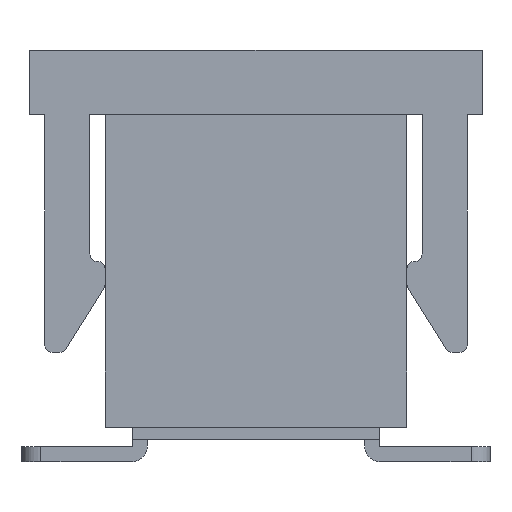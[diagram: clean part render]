
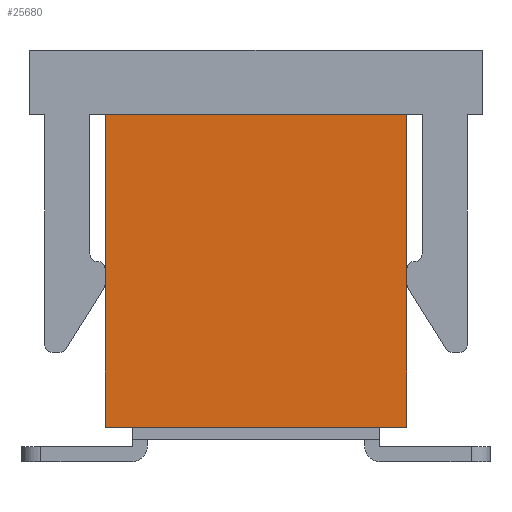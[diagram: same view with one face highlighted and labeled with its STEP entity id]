
A CAD part, front view. The second image highlights one B-rep face of the part: STEP entity #25680.
In plain terms, the highlighted face is planar.
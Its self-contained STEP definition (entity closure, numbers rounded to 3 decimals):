
#3338=LINE('',#43710,#6140);
#3342=LINE('',#43719,#6144);
#3348=LINE('',#43731,#6150);
#3349=LINE('',#43732,#6151);
#6140=VECTOR('',#34922,1000.);
#6144=VECTOR('',#34928,1000.);
#6150=VECTOR('',#34938,1000.);
#6151=VECTOR('',#34939,1000.);
#13301=ORIENTED_EDGE('',*,*,#17342,.F.);
#13302=ORIENTED_EDGE('',*,*,#17352,.F.);
#13303=ORIENTED_EDGE('',*,*,#17346,.T.);
#13304=ORIENTED_EDGE('',*,*,#17353,.T.);
#17342=EDGE_CURVE('',#19798,#19799,#3338,.T.);
#17346=EDGE_CURVE('',#19802,#19803,#3342,.T.);
#17352=EDGE_CURVE('',#19802,#19798,#3348,.T.);
#17353=EDGE_CURVE('',#19803,#19799,#3349,.T.);
#19798=VERTEX_POINT('',#43711);
#19799=VERTEX_POINT('',#43712);
#19802=VERTEX_POINT('',#43720);
#19803=VERTEX_POINT('',#43721);
#21923=EDGE_LOOP('',(#13301,#13302,#13303,#13304));
#23339=FACE_BOUND('',#21923,.T.);
#24297=PLANE('',#27989);
#25680=ADVANCED_FACE('',(#23339),#24297,.T.);
#27989=AXIS2_PLACEMENT_3D('',#43730,#34936,#34937);
#34922=DIRECTION('',(0.,0.,1.));
#34928=DIRECTION('',(0.,0.,1.));
#34936=DIRECTION('',(-1.,0.,0.));
#34937=DIRECTION('',(0.,0.,1.));
#34938=DIRECTION('',(0.,1.,0.));
#34939=DIRECTION('',(0.,1.,0.));
#43710=CARTESIAN_POINT('',(-8.25,2.,-2.07));
#43711=CARTESIAN_POINT('',(-8.25,2.,-2.07));
#43712=CARTESIAN_POINT('',(-8.25,2.,2.07));
#43719=CARTESIAN_POINT('',(-8.25,-2.,-2.07));
#43720=CARTESIAN_POINT('',(-8.25,-2.,-2.07));
#43721=CARTESIAN_POINT('',(-8.25,-2.,2.07));
#43730=CARTESIAN_POINT('',(-8.25,-2.,-2.07));
#43731=CARTESIAN_POINT('',(-8.25,-2.,-2.07));
#43732=CARTESIAN_POINT('',(-8.25,-2.,2.07));
